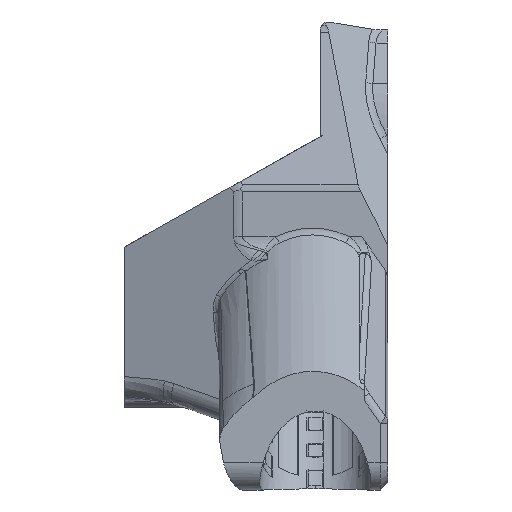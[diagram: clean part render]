
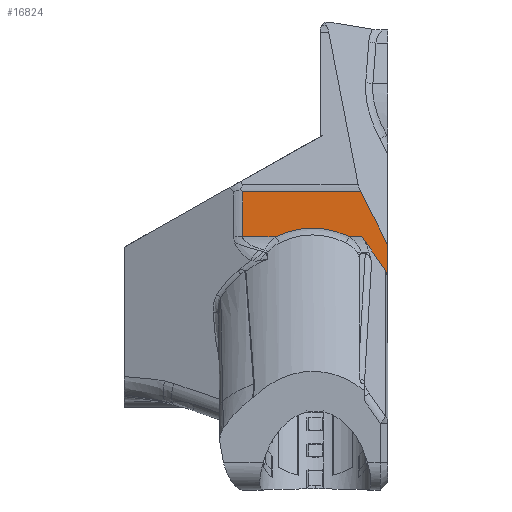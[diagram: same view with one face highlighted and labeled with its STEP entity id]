
A CAD part, left-side view. The second image highlights one B-rep face of the part: STEP entity #16824.
In plain terms, the highlighted planar face has unit normal (-1, 0, 0).
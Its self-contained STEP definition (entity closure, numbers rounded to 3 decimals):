
#40=CARTESIAN_POINT('',(-26.532,4.005,10.645));
#42=CARTESIAN_POINT('',(-26.532,2.702,10.645));
#288=DIRECTION('',(0.,-0.574,-0.819));
#289=VECTOR('',#288,4.29);
#290=CARTESIAN_POINT('',(-26.532,2.702,10.645));
#291=LINE('',#290,#289);
#2345=CARTESIAN_POINT('',(-26.532,2.818,15.272));
#2935=DIRECTION('',(0.,-1.,0.));
#2936=VECTOR('',#2935,0.004);
#2937=CARTESIAN_POINT('',(-26.532,0.004,
9.768));
#2938=LINE('',#2937,#2936);
#3098=CARTESIAN_POINT('',(-26.532,4.005,10.645));
#3099=CARTESIAN_POINT('',(-26.532,4.055,10.669));
#3100=CARTESIAN_POINT('',(-26.532,4.155,10.716));
#3101=CARTESIAN_POINT('',(-26.532,4.304,10.782));
#3102=CARTESIAN_POINT('',(-26.532,4.453,10.845));
#3103=CARTESIAN_POINT('',(-26.532,4.601,10.905));
#3104=CARTESIAN_POINT('',(-26.532,4.75,10.963));
#3105=CARTESIAN_POINT('',(-26.532,4.899,11.017));
#3106=CARTESIAN_POINT('',(-26.532,5.047,11.068));
#3107=CARTESIAN_POINT('',(-26.532,5.195,11.117));
#3108=CARTESIAN_POINT('',(-26.532,5.343,11.162));
#3109=CARTESIAN_POINT('',(-26.532,5.491,11.205));
#3110=CARTESIAN_POINT('',(-26.532,5.639,11.245));
#3111=CARTESIAN_POINT('',(-26.532,5.787,11.282));
#3112=CARTESIAN_POINT('',(-26.532,5.934,11.317));
#3113=CARTESIAN_POINT('',(-26.532,6.082,11.348));
#3114=CARTESIAN_POINT('',(-26.532,6.229,11.377));
#3115=CARTESIAN_POINT('',(-26.532,6.376,11.403));
#3116=CARTESIAN_POINT('',(-26.532,6.523,11.427));
#3117=CARTESIAN_POINT('',(-26.532,6.671,11.448));
#3118=CARTESIAN_POINT('',(-26.532,6.818,11.466));
#3119=CARTESIAN_POINT('',(-26.532,6.965,11.482));
#3120=CARTESIAN_POINT('',(-26.532,7.112,11.495));
#3121=CARTESIAN_POINT('',(-26.532,7.259,11.506));
#3122=CARTESIAN_POINT('',(-26.532,7.406,11.514));
#3123=CARTESIAN_POINT('',(-26.532,7.552,11.519));
#3124=CARTESIAN_POINT('',(-26.532,7.699,11.522));
#3125=CARTESIAN_POINT('',(-26.532,7.846,11.522));
#3126=CARTESIAN_POINT('',(-26.532,7.993,11.52));
#3127=CARTESIAN_POINT('',(-26.532,8.14,11.515));
#3128=CARTESIAN_POINT('',(-26.532,8.287,11.507));
#3129=CARTESIAN_POINT('',(-26.532,8.435,11.497));
#3130=CARTESIAN_POINT('',(-26.532,8.582,11.484));
#3131=CARTESIAN_POINT('',(-26.532,8.729,11.469));
#3132=CARTESIAN_POINT('',(-26.532,8.877,11.451));
#3133=CARTESIAN_POINT('',(-26.532,9.024,11.43));
#3134=CARTESIAN_POINT('',(-26.532,9.172,11.406));
#3135=CARTESIAN_POINT('',(-26.532,9.32,11.38));
#3136=CARTESIAN_POINT('',(-26.532,9.468,11.352));
#3137=CARTESIAN_POINT('',(-26.532,9.616,11.32));
#3138=CARTESIAN_POINT('',(-26.532,9.764,11.286));
#3139=CARTESIAN_POINT('',(-26.532,9.913,11.249));
#3140=CARTESIAN_POINT('',(-26.532,10.061,11.209));
#3141=CARTESIAN_POINT('',(-26.532,10.21,11.166));
#3142=CARTESIAN_POINT('',(-26.532,10.359,11.12));
#3143=CARTESIAN_POINT('',(-26.532,10.509,11.072));
#3144=CARTESIAN_POINT('',(-26.532,10.658,11.02));
#3145=CARTESIAN_POINT('',(-26.532,10.808,10.966));
#3146=CARTESIAN_POINT('',(-26.532,10.957,10.908));
#3147=CARTESIAN_POINT('',(-26.532,11.107,10.848));
#3148=CARTESIAN_POINT('',(-26.532,11.258,10.784));
#3149=CARTESIAN_POINT('',(-26.532,11.409,10.716));
#3150=CARTESIAN_POINT('',(-26.532,11.51,10.669));
#3151=CARTESIAN_POINT('',(-26.532,11.56,10.645));
#3153=DIRECTION('',(0.,1.,0.));
#3154=VECTOR('',#3153,3.468);
#3155=CARTESIAN_POINT('',(-26.532,11.56,10.645));
#3156=LINE('',#3155,#3154);
#3157=DIRECTION('',(0.,0.,-1.));
#3158=VECTOR('',#3157,4.627);
#3159=CARTESIAN_POINT('',(-26.532,15.028,15.272));
#3160=LINE('',#3159,#3158);
#3161=DIRECTION('',(0.,-0.455,-0.89));
#3162=VECTOR('',#3161,6.182);
#3163=CARTESIAN_POINT('',(-26.532,2.818,15.272));
#3164=LINE('',#3163,#3162);
#3165=DIRECTION('',(0.,0.,-1.));
#3166=VECTOR('',#3165,3.478);
#3167=CARTESIAN_POINT('',(-26.532,0.,9.768));
#3168=LINE('',#3167,#3166);
#3169=DIRECTION('',(0.,1.,0.));
#3170=VECTOR('',#3169,1.304);
#3171=CARTESIAN_POINT('',(-26.532,2.702,10.645));
#3172=LINE('',#3171,#3170);
#6463=DIRECTION('',(0.,1.,0.));
#6464=VECTOR('',#6463,12.21);
#6465=CARTESIAN_POINT('',(-26.532,2.818,15.272));
#6466=LINE('',#6465,#6464);
#11466=DIRECTION('',(0.,-0.275,-0.961));
#11467=VECTOR('',#11466,0.875);
#11468=CARTESIAN_POINT('',(-26.532,0.241,
7.131));
#11469=LINE('',#11468,#11467);
#12022=CARTESIAN_POINT('',(-26.532,15.028,
15.272));
#12023=CARTESIAN_POINT('',(-26.532,15.028,
10.645));
#12024=VERTEX_POINT('',#12022);
#12025=VERTEX_POINT('',#12023);
#12050=VERTEX_POINT('',#2345);
#12055=VERTEX_POINT('',#42);
#12057=CARTESIAN_POINT('',(-26.532,0.004,
9.768));
#12058=VERTEX_POINT('',#12057);
#12087=CARTESIAN_POINT('',(-26.532,0.,6.29));
#12088=VERTEX_POINT('',#12087);
#12089=CARTESIAN_POINT('',(-26.532,0.241,
7.131));
#12090=VERTEX_POINT('',#12089);
#12091=CARTESIAN_POINT('',(-26.532,0.,9.768));
#12092=VERTEX_POINT('',#12091);
#12908=VERTEX_POINT('',#40);
#12910=VERTEX_POINT('',#3151);
#16803=CARTESIAN_POINT('',(-26.532,3.,10.645));
#16804=DIRECTION('',(-1.,0.,0.));
#16805=DIRECTION('',(0.,0.,1.));
#16806=AXIS2_PLACEMENT_3D('',#16803,#16804,#16805);
#16807=PLANE('',#16806);
#16809=ORIENTED_EDGE('',*,*,#16808,.T.);
#16810=ORIENTED_EDGE('',*,*,#13549,.T.);
#16812=ORIENTED_EDGE('',*,*,#16811,.F.);
#16814=ORIENTED_EDGE('',*,*,#16813,.F.);
#16815=ORIENTED_EDGE('',*,*,#15917,.T.);
#16816=ORIENTED_EDGE('',*,*,#16373,.T.);
#16817=ORIENTED_EDGE('',*,*,#16152,.T.);
#16819=ORIENTED_EDGE('',*,*,#16818,.F.);
#16820=ORIENTED_EDGE('',*,*,#13844,.F.);
#16821=ORIENTED_EDGE('',*,*,#13531,.T.);
#16822=EDGE_LOOP('',(#16809,#16810,#16812,#16814,#16815,#16816,#16817,#16819,
#16820,#16821));
#16823=FACE_OUTER_BOUND('',#16822,.F.);
#16824=ADVANCED_FACE('',(#16823),#16807,.T.);
#3152=B_SPLINE_CURVE_WITH_KNOTS('',3,(#3098,#3099,#3100,#3101,#3102,#3103,#3104,
#3105,#3106,#3107,#3108,#3109,#3110,#3111,#3112,#3113,#3114,#3115,#3116,#3117,
#3118,#3119,#3120,#3121,#3122,#3123,#3124,#3125,#3126,#3127,#3128,#3129,#3130,
#3131,#3132,#3133,#3134,#3135,#3136,#3137,#3138,#3139,#3140,#3141,#3142,#3143,
#3144,#3145,#3146,#3147,#3148,#3149,#3150,#3151),.UNSPECIFIED.,.F.,.F.,(4,1,1,1,
1,1,1,1,1,1,1,1,1,1,1,1,1,1,1,1,1,1,1,1,1,1,1,1,1,1,1,1,1,1,1,1,1,1,1,1,1,1,1,1,
1,1,1,1,1,1,1,4),(0.,0.02,0.039,0.059,
0.078,0.098,0.118,0.137,
0.157,0.176,0.196,0.216,
0.235,0.255,0.275,0.294,
0.314,0.333,0.353,0.373,
0.392,0.412,0.431,0.451,
0.471,0.49,0.51,0.529,
0.549,0.569,0.588,0.608,
0.627,0.647,0.667,0.686,
0.706,0.725,0.745,0.765,
0.784,0.804,0.824,0.843,
0.863,0.882,0.902,0.922,
0.941,0.961,0.98,1.),.UNSPECIFIED.);
#13531=EDGE_CURVE('',#12055,#12908,#3172,.T.);
#13549=EDGE_CURVE('',#12910,#12025,#3156,.T.);
#13844=EDGE_CURVE('',#12055,#12090,#291,.T.);
#15917=EDGE_CURVE('',#12050,#12058,#3164,.T.);
#16152=EDGE_CURVE('',#12092,#12088,#3168,.T.);
#16373=EDGE_CURVE('',#12058,#12092,#2938,.T.);
#16808=EDGE_CURVE('',#12908,#12910,#3152,.T.);
#16811=EDGE_CURVE('',#12024,#12025,#3160,.T.);
#16813=EDGE_CURVE('',#12050,#12024,#6466,.T.);
#16818=EDGE_CURVE('',#12090,#12088,#11469,.T.);
